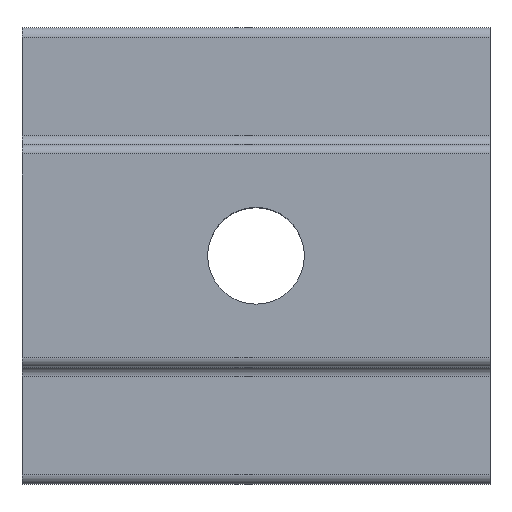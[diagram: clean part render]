
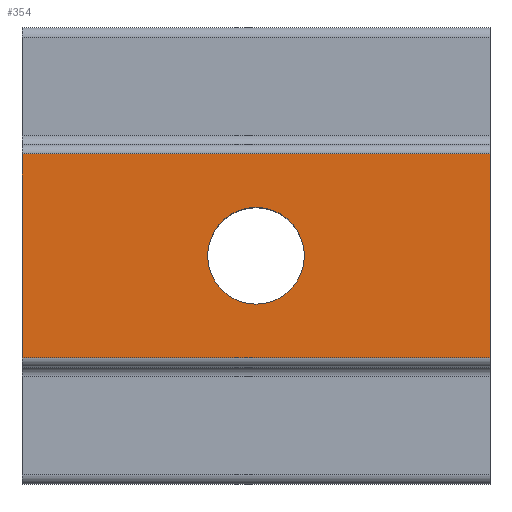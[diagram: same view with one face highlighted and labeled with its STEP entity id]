
A CAD part, top view. The second image highlights one B-rep face of the part: STEP entity #354.
In plain terms, the highlighted planar face has unit normal (0, 0, 1).
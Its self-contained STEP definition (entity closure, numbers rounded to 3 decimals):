
#20=PLANE('',#388);
#32=LINE('',#527,#68);
#34=LINE('',#535,#70);
#35=LINE('',#537,#71);
#36=LINE('',#539,#72);
#68=VECTOR('',#424,1000.);
#70=VECTOR('',#432,1000.);
#71=VECTOR('',#433,1000.);
#72=VECTOR('',#434,1000.);
#108=ORIENTED_EDGE('',*,*,#208,.F.);
#109=ORIENTED_EDGE('',*,*,#209,.T.);
#110=ORIENTED_EDGE('',*,*,#210,.F.);
#111=ORIENTED_EDGE('',*,*,#211,.F.);
#112=ORIENTED_EDGE('',*,*,#205,.T.);
#205=EDGE_CURVE('',#256,#255,#32,.T.);
#208=EDGE_CURVE('',#258,#258,#290,.T.);
#209=EDGE_CURVE('',#255,#259,#34,.T.);
#210=EDGE_CURVE('',#260,#259,#35,.T.);
#211=EDGE_CURVE('',#256,#260,#36,.T.);
#255=VERTEX_POINT('',#526);
#256=VERTEX_POINT('',#528);
#258=VERTEX_POINT('',#534);
#259=VERTEX_POINT('',#536);
#260=VERTEX_POINT('',#538);
#290=CIRCLE('',#389,2.067);
#303=EDGE_LOOP('',(#108));
#304=EDGE_LOOP('',(#109,#110,#111,#112));
#325=FACE_BOUND('',#303,.T.);
#326=FACE_BOUND('',#304,.T.);
#354=ADVANCED_FACE('',(#325,#326),#20,.F.);
#388=AXIS2_PLACEMENT_3D('',#532,#428,#429);
#389=AXIS2_PLACEMENT_3D('',#533,#430,#431);
#424=DIRECTION('',(-1.,0.,0.));
#428=DIRECTION('',(0.,0.,-1.));
#429=DIRECTION('',(0.,1.,0.));
#430=DIRECTION('',(0.,0.,1.));
#431=DIRECTION('',(1.,0.,0.));
#432=DIRECTION('',(0.,-1.,0.));
#433=DIRECTION('',(-1.,0.,0.));
#434=DIRECTION('',(0.,-1.,0.));
#526=CARTESIAN_POINT('',(-10.,4.35,0.));
#527=CARTESIAN_POINT('',(10.,4.35,0.));
#528=CARTESIAN_POINT('',(10.,4.35,0.));
#532=CARTESIAN_POINT('',(10.,4.35,0.));
#533=CARTESIAN_POINT('',(0.,0.,0.));
#534=CARTESIAN_POINT('',(2.067,0.,0.));
#535=CARTESIAN_POINT('',(-10.,4.35,0.));
#536=CARTESIAN_POINT('',(-10.,-4.35,0.));
#537=CARTESIAN_POINT('',(10.,-4.35,0.));
#538=CARTESIAN_POINT('',(10.,-4.35,0.));
#539=CARTESIAN_POINT('',(10.,4.35,0.));
